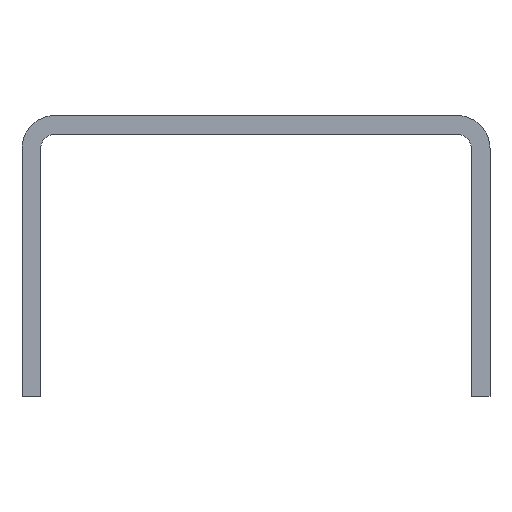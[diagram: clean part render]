
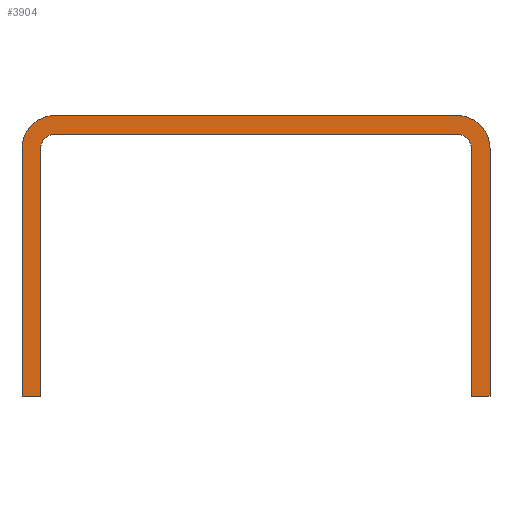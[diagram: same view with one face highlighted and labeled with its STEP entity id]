
A CAD part, front view. The second image highlights one B-rep face of the part: STEP entity #3904.
In plain terms, the highlighted planar face has unit normal (0, -1, 0).
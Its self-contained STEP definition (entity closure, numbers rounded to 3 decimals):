
#1=DIRECTION('',(0.,0.,1.));
#2=VECTOR('',#1,26.5);
#3=CARTESIAN_POINT('',(-25.,0.,-30.));
#4=LINE('',#3,#2);
#5=CARTESIAN_POINT('',(-21.5,0.,-3.5));
#6=DIRECTION('',(0.,1.,0.));
#7=DIRECTION('',(-1.,0.,0.));
#8=AXIS2_PLACEMENT_3D('',#5,#6,#7);
#10=DIRECTION('',(1.,0.,0.));
#11=VECTOR('',#10,43.);
#12=CARTESIAN_POINT('',(-21.5,0.,0.));
#13=LINE('',#12,#11);
#14=CARTESIAN_POINT('',(21.5,0.,-3.5));
#15=DIRECTION('',(0.,1.,0.));
#16=DIRECTION('',(0.,0.,1.));
#17=AXIS2_PLACEMENT_3D('',#14,#15,#16);
#19=DIRECTION('',(0.,0.,-1.));
#20=VECTOR('',#19,26.5);
#21=CARTESIAN_POINT('',(25.,0.,-3.5));
#22=LINE('',#21,#20);
#23=DIRECTION('',(-1.,0.,0.));
#24=VECTOR('',#23,2.);
#25=CARTESIAN_POINT('',(25.,0.,-30.));
#26=LINE('',#25,#24);
#27=DIRECTION('',(0.,0.,1.));
#28=VECTOR('',#27,26.5);
#29=CARTESIAN_POINT('',(23.,0.,-30.));
#30=LINE('',#29,#28);
#31=CARTESIAN_POINT('',(21.5,0.,-3.5));
#32=DIRECTION('',(0.,-1.,0.));
#33=DIRECTION('',(1.,0.,0.));
#34=AXIS2_PLACEMENT_3D('',#31,#32,#33);
#36=DIRECTION('',(-1.,0.,0.));
#37=VECTOR('',#36,43.);
#38=CARTESIAN_POINT('',(21.5,0.,-2.));
#39=LINE('',#38,#37);
#40=CARTESIAN_POINT('',(-21.5,0.,-3.5));
#41=DIRECTION('',(0.,-1.,0.));
#42=DIRECTION('',(0.,0.,1.));
#43=AXIS2_PLACEMENT_3D('',#40,#41,#42);
#45=DIRECTION('',(0.,0.,-1.));
#46=VECTOR('',#45,26.5);
#47=CARTESIAN_POINT('',(-23.,0.,-3.5));
#48=LINE('',#47,#46);
#49=DIRECTION('',(-1.,0.,0.));
#50=VECTOR('',#49,2.);
#51=CARTESIAN_POINT('',(-23.,0.,-30.));
#52=LINE('',#51,#50);
#2961=CARTESIAN_POINT('',(-25.,0.,-30.));
#2962=CARTESIAN_POINT('',(-25.,0.,-3.5));
#2963=VERTEX_POINT('',#2961);
#2964=VERTEX_POINT('',#2962);
#2965=CARTESIAN_POINT('',(-21.5,0.,0.));
#2966=VERTEX_POINT('',#2965);
#2967=CARTESIAN_POINT('',(21.5,0.,0.));
#2968=VERTEX_POINT('',#2967);
#2969=CARTESIAN_POINT('',(25.,0.,-3.5));
#2970=VERTEX_POINT('',#2969);
#2971=CARTESIAN_POINT('',(25.,0.,-30.));
#2972=VERTEX_POINT('',#2971);
#2973=CARTESIAN_POINT('',(23.,0.,-30.));
#2974=VERTEX_POINT('',#2973);
#2975=CARTESIAN_POINT('',(23.,0.,-3.5));
#2976=VERTEX_POINT('',#2975);
#2977=CARTESIAN_POINT('',(21.5,0.,-2.));
#2978=VERTEX_POINT('',#2977);
#2979=CARTESIAN_POINT('',(-21.5,0.,-2.));
#2980=VERTEX_POINT('',#2979);
#2981=CARTESIAN_POINT('',(-23.,0.,-3.5));
#2982=VERTEX_POINT('',#2981);
#2983=CARTESIAN_POINT('',(-23.,0.,-30.));
#2984=VERTEX_POINT('',#2983);
#3873=CARTESIAN_POINT('',(0.,0.,0.));
#3874=DIRECTION('',(0.,1.,0.));
#3875=DIRECTION('',(1.,0.,0.));
#3876=AXIS2_PLACEMENT_3D('',#3873,#3874,#3875);
#3877=PLANE('',#3876);
#3879=ORIENTED_EDGE('',*,*,#3878,.T.);
#3881=ORIENTED_EDGE('',*,*,#3880,.T.);
#3883=ORIENTED_EDGE('',*,*,#3882,.T.);
#3885=ORIENTED_EDGE('',*,*,#3884,.T.);
#3887=ORIENTED_EDGE('',*,*,#3886,.T.);
#3889=ORIENTED_EDGE('',*,*,#3888,.T.);
#3891=ORIENTED_EDGE('',*,*,#3890,.T.);
#3893=ORIENTED_EDGE('',*,*,#3892,.T.);
#3895=ORIENTED_EDGE('',*,*,#3894,.T.);
#3897=ORIENTED_EDGE('',*,*,#3896,.T.);
#3899=ORIENTED_EDGE('',*,*,#3898,.T.);
#3901=ORIENTED_EDGE('',*,*,#3900,.T.);
#3902=EDGE_LOOP('',(#3879,#3881,#3883,#3885,#3887,#3889,#3891,#3893,#3895,#3897,
#3899,#3901));
#3903=FACE_OUTER_BOUND('',#3902,.F.);
#3904=ADVANCED_FACE('',(#3903),#3877,.F.);
#9=CIRCLE('',#8,3.5);
#18=CIRCLE('',#17,3.5);
#35=CIRCLE('',#34,1.5);
#44=CIRCLE('',#43,1.5);
#3878=EDGE_CURVE('',#2963,#2964,#4,.T.);
#3880=EDGE_CURVE('',#2964,#2966,#9,.T.);
#3882=EDGE_CURVE('',#2966,#2968,#13,.T.);
#3884=EDGE_CURVE('',#2968,#2970,#18,.T.);
#3886=EDGE_CURVE('',#2970,#2972,#22,.T.);
#3888=EDGE_CURVE('',#2972,#2974,#26,.T.);
#3890=EDGE_CURVE('',#2974,#2976,#30,.T.);
#3892=EDGE_CURVE('',#2976,#2978,#35,.T.);
#3894=EDGE_CURVE('',#2978,#2980,#39,.T.);
#3896=EDGE_CURVE('',#2980,#2982,#44,.T.);
#3898=EDGE_CURVE('',#2982,#2984,#48,.T.);
#3900=EDGE_CURVE('',#2984,#2963,#52,.T.);
